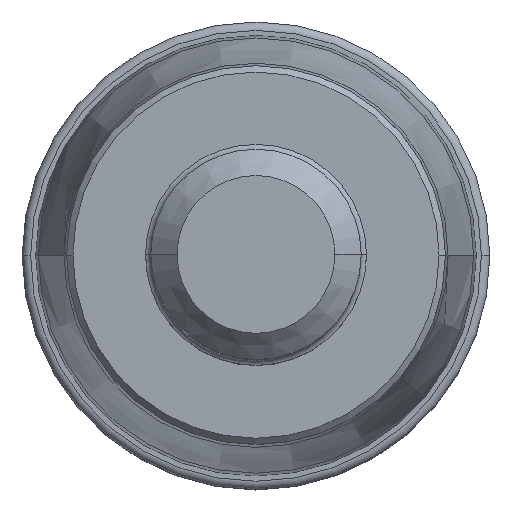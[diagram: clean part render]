
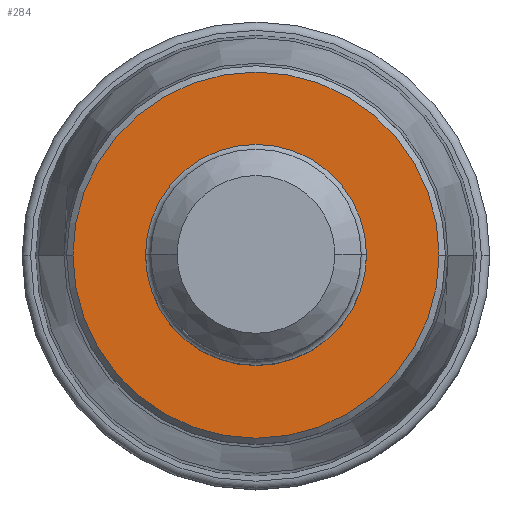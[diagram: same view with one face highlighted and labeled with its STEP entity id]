
A CAD part, top view. The second image highlights one B-rep face of the part: STEP entity #284.
In plain terms, the highlighted planar face has unit normal (0, 0, 1).
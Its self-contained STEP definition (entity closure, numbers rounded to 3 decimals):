
#156=PLANE('',#2190);
#164=FACE_BOUND('',#525,.T.);
#165=FACE_BOUND('',#526,.T.);
#284=ADVANCED_FACE('',(#164,#165),#156,.F.);
#525=EDGE_LOOP('',(#962,#963));
#526=EDGE_LOOP('',(#964,#965));
#962=ORIENTED_EDGE('',*,*,#1376,.F.);
#963=ORIENTED_EDGE('',*,*,#1379,.F.);
#964=ORIENTED_EDGE('',*,*,#1380,.F.);
#965=ORIENTED_EDGE('',*,*,#1381,.F.);
#1150=VERTEX_POINT('',#4132);
#1151=VERTEX_POINT('',#4133);
#1152=VERTEX_POINT('',#4140);
#1153=VERTEX_POINT('',#4141);
#1376=EDGE_CURVE('',#1150,#1151,#1673,.T.);
#1379=EDGE_CURVE('',#1151,#1150,#1674,.T.);
#1380=EDGE_CURVE('',#1152,#1153,#1675,.T.);
#1381=EDGE_CURVE('',#1153,#1152,#1676,.T.);
#1673=CIRCLE('',#2184,8.7);
#1674=CIRCLE('',#2186,8.7);
#1675=CIRCLE('',#2188,5.25);
#1676=CIRCLE('',#2189,5.25);
#2184=AXIS2_PLACEMENT_3D('',#4131,#2696,#2697);
#2186=AXIS2_PLACEMENT_3D('',#4137,#2702,#2703);
#2188=AXIS2_PLACEMENT_3D('',#4139,#2706,#2707);
#2189=AXIS2_PLACEMENT_3D('',#4142,#2708,#2709);
#2190=AXIS2_PLACEMENT_3D('',#4143,#2710,#2711);
#2696=DIRECTION('',(0.,0.,-1.));
#2697=DIRECTION('',(-1.,0.,0.));
#2702=DIRECTION('',(0.,0.,-1.));
#2703=DIRECTION('',(1.,0.,0.));
#2706=DIRECTION('',(0.,0.,1.));
#2707=DIRECTION('',(-1.,0.,0.));
#2708=DIRECTION('',(0.,0.,1.));
#2709=DIRECTION('',(1.,0.,0.));
#2710=DIRECTION('',(0.,0.,-1.));
#2711=DIRECTION('',(1.,0.,0.));
#4131=CARTESIAN_POINT('',(0.,0.,0.));
#4132=CARTESIAN_POINT('',(-8.7,0.,0.));
#4133=CARTESIAN_POINT('',(8.7,0.,0.));
#4137=CARTESIAN_POINT('',(0.,0.,0.));
#4139=CARTESIAN_POINT('',(0.,0.,0.));
#4140=CARTESIAN_POINT('',(-5.25,0.,0.));
#4141=CARTESIAN_POINT('',(5.25,0.,0.));
#4142=CARTESIAN_POINT('',(0.,0.,0.));
#4143=CARTESIAN_POINT('',(0.,0.,0.));
